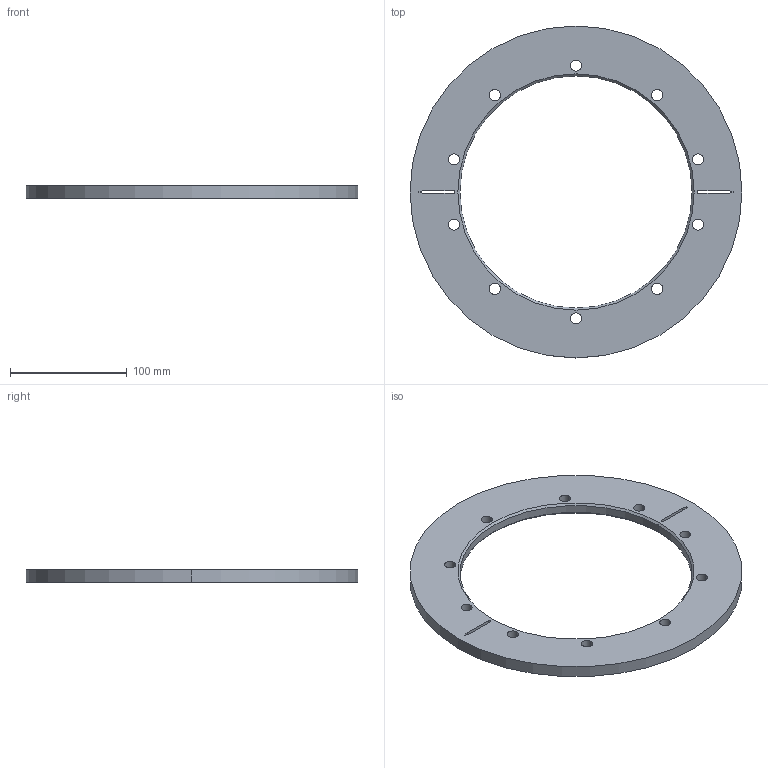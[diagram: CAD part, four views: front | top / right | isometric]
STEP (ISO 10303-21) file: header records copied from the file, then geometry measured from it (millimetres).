
FILE_DESCRIPTION (( 'STEP AP203' ), '1' );
FILE_NAME ('F1911.STEP', '2022-04-27T14:50:06', ( '' ), ( '' ), 'SwSTEP 2.0', 'SolidWorks 2020', '' );
FILE_SCHEMA (( 'CONFIG_CONTROL_DESIGN' ));
Length unit declared in the file: inch
Products named in the file (1): F1911
Bounding box: 283.79 x 283.79 x 10.41 mm (x, y, z)
Volume: 325662.2 mm3; surface area: 81853.4 mm2
Topology: 1 solids, 1 shells, 43 faces, 119 edges, 78 vertices
Faces by surface type: cylinder 27, plane 12, cone 4
Entity records: 1530 total; most frequent: DIRECTION 265, CARTESIAN_POINT 241, ORIENTED_EDGE 238, EDGE_CURVE 119, AXIS2_PLACEMENT_3D 102, VERTEX_POINT 78, EDGE_LOOP 69, VECTOR 61
